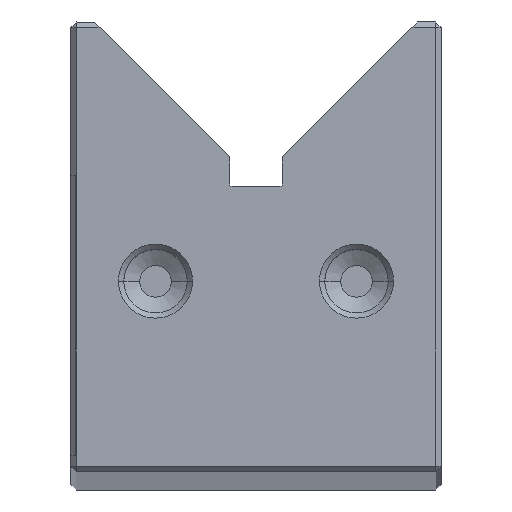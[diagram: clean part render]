
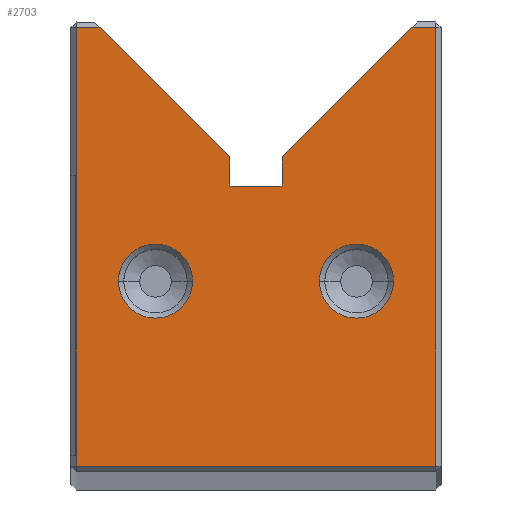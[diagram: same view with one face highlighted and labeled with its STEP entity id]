
A CAD part, top view. The second image highlights one B-rep face of the part: STEP entity #2703.
In plain terms, the highlighted planar face has unit normal (0, 0, 1).
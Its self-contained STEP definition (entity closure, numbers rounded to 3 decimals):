
#2703=ADVANCED_FACE('',(#3705,#3706,#3707),#3082,.F.);
#3082=PLANE('',#9998);
#3347=CIRCLE('',#9835,3.5);
#3349=CIRCLE('',#9838,3.5);
#3438=CIRCLE('',#9988,0.25);
#3439=CIRCLE('',#9991,0.25);
#3440=CIRCLE('',#9996,3.5);
#3441=CIRCLE('',#9997,3.5);
#3705=FACE_BOUND('',#3865,.T.);
#3706=FACE_BOUND('',#3866,.T.);
#3707=FACE_BOUND('',#3867,.T.);
#3865=EDGE_LOOP('',(#4835,#4836));
#3866=EDGE_LOOP('',(#4837,#4838));
#3867=EDGE_LOOP('',(#4839,#4840,#4841,#4842,#4843,#4844,#4845,#4846,#4847,
#4848,#4849,#4850));
#4835=ORIENTED_EDGE('',*,*,#7441,.T.);
#4836=ORIENTED_EDGE('',*,*,#7662,.T.);
#4837=ORIENTED_EDGE('',*,*,#7437,.T.);
#4838=ORIENTED_EDGE('',*,*,#7663,.T.);
#4839=ORIENTED_EDGE('',*,*,#7664,.T.);
#4840=ORIENTED_EDGE('',*,*,#7665,.T.);
#4841=ORIENTED_EDGE('',*,*,#7657,.T.);
#4842=ORIENTED_EDGE('',*,*,#7653,.T.);
#4843=ORIENTED_EDGE('',*,*,#7651,.T.);
#4844=ORIENTED_EDGE('',*,*,#7649,.T.);
#4845=ORIENTED_EDGE('',*,*,#7647,.T.);
#4846=ORIENTED_EDGE('',*,*,#7645,.T.);
#4847=ORIENTED_EDGE('',*,*,#7643,.T.);
#4848=ORIENTED_EDGE('',*,*,#7666,.T.);
#4849=ORIENTED_EDGE('',*,*,#7667,.T.);
#4850=ORIENTED_EDGE('',*,*,#7668,.T.);
#6725=VERTEX_POINT('',#12880);
#6726=VERTEX_POINT('',#12882);
#6729=VERTEX_POINT('',#12889);
#6730=VERTEX_POINT('',#12891);
#6863=VERTEX_POINT('',#13284);
#6864=VERTEX_POINT('',#13286);
#6865=VERTEX_POINT('',#13290);
#6866=VERTEX_POINT('',#13294);
#6867=VERTEX_POINT('',#13298);
#6868=VERTEX_POINT('',#13302);
#6869=VERTEX_POINT('',#13306);
#6872=VERTEX_POINT('',#13314);
#6875=VERTEX_POINT('',#13326);
#6876=VERTEX_POINT('',#13327);
#6877=VERTEX_POINT('',#13330);
#6878=VERTEX_POINT('',#13332);
#7437=EDGE_CURVE('',#6726,#6725,#3347,.T.);
#7441=EDGE_CURVE('',#6730,#6729,#3349,.T.);
#7643=EDGE_CURVE('',#6864,#6863,#8549,.T.);
#7645=EDGE_CURVE('',#6865,#6864,#8551,.T.);
#7647=EDGE_CURVE('',#6866,#6865,#3438,.T.);
#7649=EDGE_CURVE('',#6867,#6866,#8554,.T.);
#7651=EDGE_CURVE('',#6868,#6867,#3439,.T.);
#7653=EDGE_CURVE('',#6869,#6868,#8557,.T.);
#7657=EDGE_CURVE('',#6872,#6869,#8561,.T.);
#7662=EDGE_CURVE('',#6729,#6730,#3440,.T.);
#7663=EDGE_CURVE('',#6725,#6726,#3441,.T.);
#7664=EDGE_CURVE('',#6875,#6876,#8566,.T.);
#7665=EDGE_CURVE('',#6876,#6872,#8567,.T.);
#7666=EDGE_CURVE('',#6863,#6877,#8568,.T.);
#7667=EDGE_CURVE('',#6877,#6878,#8569,.T.);
#7668=EDGE_CURVE('',#6878,#6875,#8570,.T.);
#8549=LINE('',#13285,#9315);
#8551=LINE('',#13289,#9317);
#8554=LINE('',#13297,#9320);
#8557=LINE('',#13305,#9323);
#8561=LINE('',#13313,#9327);
#8566=LINE('',#13325,#9332);
#8567=LINE('',#13328,#9333);
#8568=LINE('',#13329,#9334);
#8569=LINE('',#13331,#9335);
#8570=LINE('',#13333,#9336);
#9315=VECTOR('',#10967,1.);
#9317=VECTOR('',#10971,1.);
#9320=VECTOR('',#10980,1.);
#9323=VECTOR('',#10989,1.);
#9327=VECTOR('',#10995,1.);
#9332=VECTOR('',#11008,1.);
#9333=VECTOR('',#11009,1.);
#9334=VECTOR('',#11010,1.);
#9335=VECTOR('',#11011,1.);
#9336=VECTOR('',#11012,1.);
#9835=AXIS2_PLACEMENT_3D('',#12881,#10550,#10551);
#9838=AXIS2_PLACEMENT_3D('',#12890,#10558,#10559);
#9988=AXIS2_PLACEMENT_3D('',#13293,#10975,#10976);
#9991=AXIS2_PLACEMENT_3D('',#13301,#10984,#10985);
#9996=AXIS2_PLACEMENT_3D('',#13323,#11004,#11005);
#9997=AXIS2_PLACEMENT_3D('',#13324,#11006,#11007);
#9998=AXIS2_PLACEMENT_3D('',#13334,#11013,#11014);
#10550=DIRECTION('',(0.,0.,-1.));
#10551=DIRECTION('',(-1.,0.,0.));
#10558=DIRECTION('',(0.,0.,-1.));
#10559=DIRECTION('',(-1.,0.,0.));
#10967=DIRECTION('',(-0.707,0.707,0.));
#10971=DIRECTION('',(0.,1.,0.));
#10975=DIRECTION('',(0.,0.,-1.));
#10976=DIRECTION('',(1.,0.,0.));
#10980=DIRECTION('',(-1.,0.,0.));
#10984=DIRECTION('',(0.,0.,-1.));
#10985=DIRECTION('',(-1.,0.,0.));
#10989=DIRECTION('',(0.,-1.,0.));
#10995=DIRECTION('',(-0.707,-0.707,0.));
#11004=DIRECTION('',(0.,0.,-1.));
#11005=DIRECTION('',(-1.,0.,0.));
#11006=DIRECTION('',(0.,0.,-1.));
#11007=DIRECTION('',(-1.,0.,0.));
#11008=DIRECTION('',(0.,1.,0.));
#11009=DIRECTION('',(-1.,0.,0.));
#11010=DIRECTION('',(-1.,0.,0.));
#11011=DIRECTION('',(0.,-1.,0.));
#11012=DIRECTION('',(1.,0.,0.));
#11013=DIRECTION('',(0.,0.,-1.));
#11014=DIRECTION('',(-1.,0.,0.));
#12880=CARTESIAN_POINT('',(-13.,18.,0.));
#12881=CARTESIAN_POINT('',(-9.5,18.,0.));
#12882=CARTESIAN_POINT('',(-6.,18.,0.));
#12889=CARTESIAN_POINT('',(6.,18.,0.));
#12890=CARTESIAN_POINT('',(9.5,18.,0.));
#12891=CARTESIAN_POINT('',(13.,18.,0.));
#13284=CARTESIAN_POINT('',(-14.743,42.,0.));
#13285=CARTESIAN_POINT('',(-15.243,42.5,0.));
#13286=CARTESIAN_POINT('',(-2.5,29.757,0.));
#13289=CARTESIAN_POINT('',(-2.5,29.757,0.));
#13290=CARTESIAN_POINT('',(-2.5,27.207,0.));
#13293=CARTESIAN_POINT('',(-2.25,27.207,0.));
#13294=CARTESIAN_POINT('',(-2.25,26.957,0.));
#13297=CARTESIAN_POINT('',(2.25,26.957,0.));
#13298=CARTESIAN_POINT('',(2.25,26.957,0.));
#13301=CARTESIAN_POINT('',(2.25,27.207,0.));
#13302=CARTESIAN_POINT('',(2.5,27.207,0.));
#13305=CARTESIAN_POINT('',(2.5,29.757,0.));
#13306=CARTESIAN_POINT('',(2.5,29.757,0.));
#13313=CARTESIAN_POINT('',(15.243,42.5,0.));
#13314=CARTESIAN_POINT('',(14.743,42.,0.));
#13323=CARTESIAN_POINT('',(9.5,18.,0.));
#13324=CARTESIAN_POINT('',(-9.5,18.,0.));
#13325=CARTESIAN_POINT('',(17.,42.5,0.));
#13326=CARTESIAN_POINT('',(17.,0.5,0.));
#13327=CARTESIAN_POINT('',(17.,42.,0.));
#13328=CARTESIAN_POINT('',(15.243,42.,0.));
#13329=CARTESIAN_POINT('',(-17.5,42.,0.));
#13330=CARTESIAN_POINT('',(-17.,42.,0.));
#13331=CARTESIAN_POINT('',(-17.,0.,0.));
#13332=CARTESIAN_POINT('',(-17.,0.5,0.));
#13333=CARTESIAN_POINT('',(17.5,0.5,0.));
#13334=CARTESIAN_POINT('',(2.25,27.207,0.));
